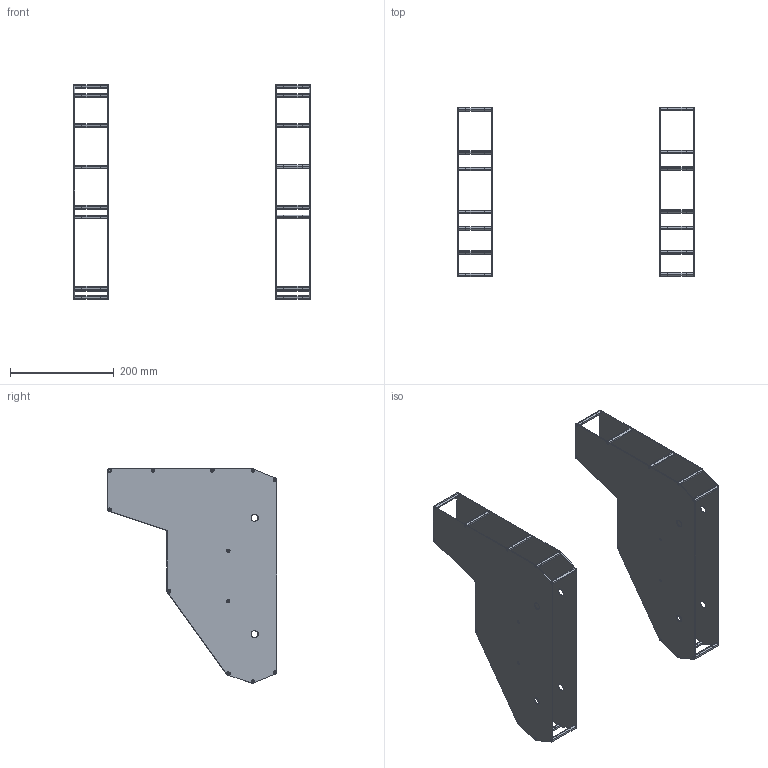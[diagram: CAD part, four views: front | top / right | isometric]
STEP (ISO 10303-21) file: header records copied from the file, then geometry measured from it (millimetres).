
FILE_DESCRIPTION(/* description */ (''),/* implementation_level */ '2;1');
FILE_NAME(/* name */ 'full assembly.stp',/* time_stamp */ '2024-08-01T12:11:19-04:00',/* author */ ('Preston'),/* organization */ (''),/* preprocessor_version */ 'ST-DEVELOPER v19.2',/* originating_system */ 'Autodesk Inventor 2024',/* authorisation */ '');
FILE_SCHEMA (('AUTOMOTIVE_DESIGN { 1 0 10303 214 3 1 1 }'));
Length unit declared in the file: inch
Products named in the file (3): Assembly1; centerstage design acrylic siding; 275-1019-001 Rev1
Assembly tree (28 placements, depth 2):
  Assembly1
    centerstage design acrylic siding  x4
    275-1019-001 Rev1  x24
Bounding box: 456.38 x 327.12 x 414.93 mm (x, y, z)
Volume: 590439.5 mm3; surface area: 740203 mm2
Topology: 28 solids, 28 shells, 520 faces, 1384 edges, 1084 vertices
Faces by surface type: plane 284, cylinder 140, torus 48, cone 48
Full cylindrical faces by diameter (mm): 2.54 x4, 2.794 x24, 3.048 x20, 4.191 x48, 13.97 x8
Entity records: 2266 total; most frequent: CARTESIAN_POINT 518, DIRECTION 382, ORIENTED_EDGE 262, AXIS2_PLACEMENT_3D 161, EDGE_CURVE 131, VERTEX_POINT 87, EDGE_LOOP 80, CIRCLE 80
